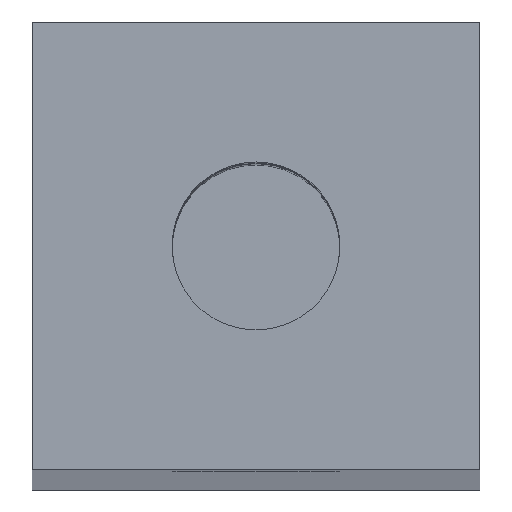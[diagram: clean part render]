
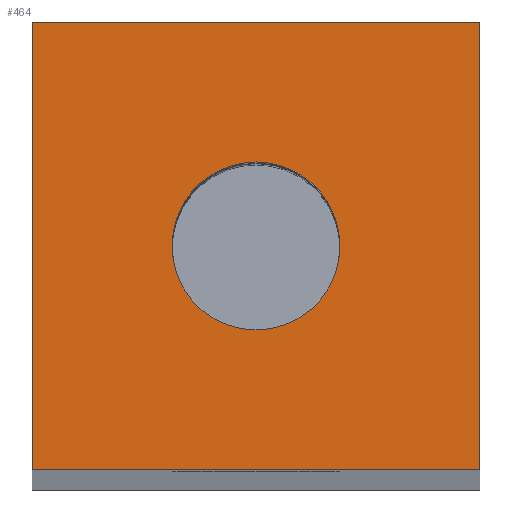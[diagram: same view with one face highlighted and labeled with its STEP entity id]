
A CAD part, top view. The second image highlights one B-rep face of the part: STEP entity #464.
In plain terms, the highlighted planar face has unit normal (0, 0, 1).
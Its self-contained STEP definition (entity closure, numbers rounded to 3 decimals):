
#12 = ORIENTED_EDGE ( 'NONE', *, *, #932, .F. ) ;
#13 = LINE ( 'NONE', #424, #1094 ) ;
#81 = DIRECTION ( 'NONE',  ( 1., 0., 0. ) ) ;
#128 = VECTOR ( 'NONE', #1638, 1000. ) ;
#154 = EDGE_CURVE ( 'NONE', #1040, #1115, #560, .T. ) ;
#187 = CARTESIAN_POINT ( 'NONE',  ( 250., 67., 92.785 ) ) ;
#205 = CARTESIAN_POINT ( 'NONE',  ( 251.6, 68.6, 92.785 ) ) ;
#219 = ORIENTED_EDGE ( 'NONE', *, *, #1253, .F. ) ;
#231 = LINE ( 'NONE', #1426, #1615 ) ;
#240 = ORIENTED_EDGE ( 'NONE', *, *, #293, .F. ) ;
#242 = DIRECTION ( 'NONE',  ( -1., 0., 0. ) ) ;
#283 = PLANE ( 'NONE',  #637 ) ;
#289 = CIRCLE ( 'NONE', #779, 0.6 ) ;
#293 = EDGE_CURVE ( 'NONE', #1335, #882, #289, .T. ) ;
#424 = CARTESIAN_POINT ( 'NONE',  ( 251.6, 68.6, 92.785 ) ) ;
#464 = ADVANCED_FACE ( 'NONE', ( #1250, #1092 ), #283, .T. ) ;
#524 = EDGE_CURVE ( 'NONE', #1536, #687, #13, .T. ) ;
#545 = VECTOR ( 'NONE', #81, 1000. ) ;
#560 = LINE ( 'NONE', #1108, #128 ) ;
#637 = AXIS2_PLACEMENT_3D ( 'NONE', #1646, #826, #982 ) ;
#687 = VERTEX_POINT ( 'NONE', #940 ) ;
#757 = DIRECTION ( 'NONE',  ( 1., 0., 0. ) ) ;
#779 = AXIS2_PLACEMENT_3D ( 'NONE', #187, #1394, #1269 ) ;
#826 = DIRECTION ( 'NONE',  ( 0., 0., 1. ) ) ;
#849 = CARTESIAN_POINT ( 'NONE',  ( 248.4, 68.6, 92.785 ) ) ;
#881 = EDGE_LOOP ( 'NONE', ( #12, #240 ) ) ;
#882 = VERTEX_POINT ( 'NONE', #1382 ) ;
#898 = CARTESIAN_POINT ( 'NONE',  ( 248.4, 68.6, 92.785 ) ) ;
#930 = EDGE_CURVE ( 'NONE', #687, #1040, #231, .T. ) ;
#932 = EDGE_CURVE ( 'NONE', #882, #1335, #1641, .T. ) ;
#940 = CARTESIAN_POINT ( 'NONE',  ( 251.6, 65.4, 92.785 ) ) ;
#952 = DIRECTION ( 'NONE',  ( 0., -1., 0. ) ) ;
#982 = DIRECTION ( 'NONE',  ( 1., 0., 0. ) ) ;
#1010 = LINE ( 'NONE', #898, #545 ) ;
#1040 = VERTEX_POINT ( 'NONE', #1119 ) ;
#1092 = FACE_BOUND ( 'NONE', #881, .T. ) ;
#1094 = VECTOR ( 'NONE', #952, 1000. ) ;
#1108 = CARTESIAN_POINT ( 'NONE',  ( 248.4, 65.4, 92.785 ) ) ;
#1115 = VERTEX_POINT ( 'NONE', #849 ) ;
#1119 = CARTESIAN_POINT ( 'NONE',  ( 248.4, 65.4, 92.785 ) ) ;
#1225 = AXIS2_PLACEMENT_3D ( 'NONE', #1326, #1728, #757 ) ;
#1250 = FACE_OUTER_BOUND ( 'NONE', #1425, .T. ) ;
#1253 = EDGE_CURVE ( 'NONE', #1115, #1536, #1010, .T. ) ;
#1269 = DIRECTION ( 'NONE',  ( 1., 0., 0. ) ) ;
#1326 = CARTESIAN_POINT ( 'NONE',  ( 250., 67., 92.785 ) ) ;
#1335 = VERTEX_POINT ( 'NONE', #1725 ) ;
#1382 = CARTESIAN_POINT ( 'NONE',  ( 250.6, 67., 92.785 ) ) ;
#1394 = DIRECTION ( 'NONE',  ( 0., 0., 1. ) ) ;
#1399 = ORIENTED_EDGE ( 'NONE', *, *, #524, .F. ) ;
#1425 = EDGE_LOOP ( 'NONE', ( #1399, #219, #1713, #1534 ) ) ;
#1426 = CARTESIAN_POINT ( 'NONE',  ( 251.6, 65.4, 92.785 ) ) ;
#1534 = ORIENTED_EDGE ( 'NONE', *, *, #930, .F. ) ;
#1536 = VERTEX_POINT ( 'NONE', #205 ) ;
#1615 = VECTOR ( 'NONE', #242, 1000. ) ;
#1638 = DIRECTION ( 'NONE',  ( 0., 1., 0. ) ) ;
#1641 = CIRCLE ( 'NONE', #1225, 0.6 ) ;
#1646 = CARTESIAN_POINT ( 'NONE',  ( 0., -75., 92.785 ) ) ;
#1713 = ORIENTED_EDGE ( 'NONE', *, *, #154, .F. ) ;
#1725 = CARTESIAN_POINT ( 'NONE',  ( 249.4, 67., 92.785 ) ) ;
#1728 = DIRECTION ( 'NONE',  ( 0., 0., 1. ) ) ;
